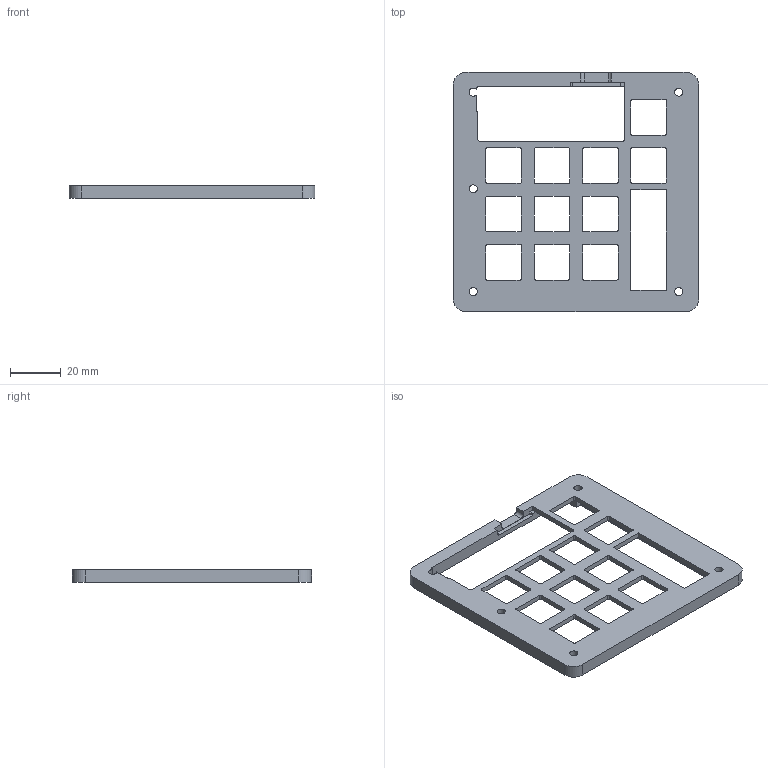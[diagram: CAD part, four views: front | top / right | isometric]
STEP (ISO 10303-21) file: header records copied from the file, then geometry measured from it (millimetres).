
FILE_DESCRIPTION(/* description */ (''),/* implementation_level */ '2;1');
FILE_NAME(/* name */ 'Plate.step',/* time_stamp */ '2025-07-30T23:06:02-06:00',/* author */ (''),/* organization */ (''),/* preprocessor_version */ 'ST-DEVELOPER v20.1',/* originating_system */ 'Autodesk Translation Framework v14.10.0.0',/* authorisation */ '');
FILE_SCHEMA (('AUTOMOTIVE_DESIGN { 1 0 10303 214 3 1 1 }'));
Length unit declared in the file: millimetre
Products named in the file (1): Plate
Bounding box: 96.72 x 94.23 x 5.1 mm (x, y, z)
Volume: 19017.6 mm3; surface area: 15003.1 mm2
Topology: 1 solids, 1 shells, 143 faces, 429 edges, 285 vertices
Faces by surface type: plane 83, cylinder 60
Full cylindrical faces by diameter (mm): 3.2 x4
Entity records: 4947 total; most frequent: ORIENTED_EDGE 858, CARTESIAN_POINT 858, DIRECTION 837, EDGE_CURVE 429, LINE 309, VECTOR 309, VERTEX_POINT 285, AXIS2_PLACEMENT_3D 264
